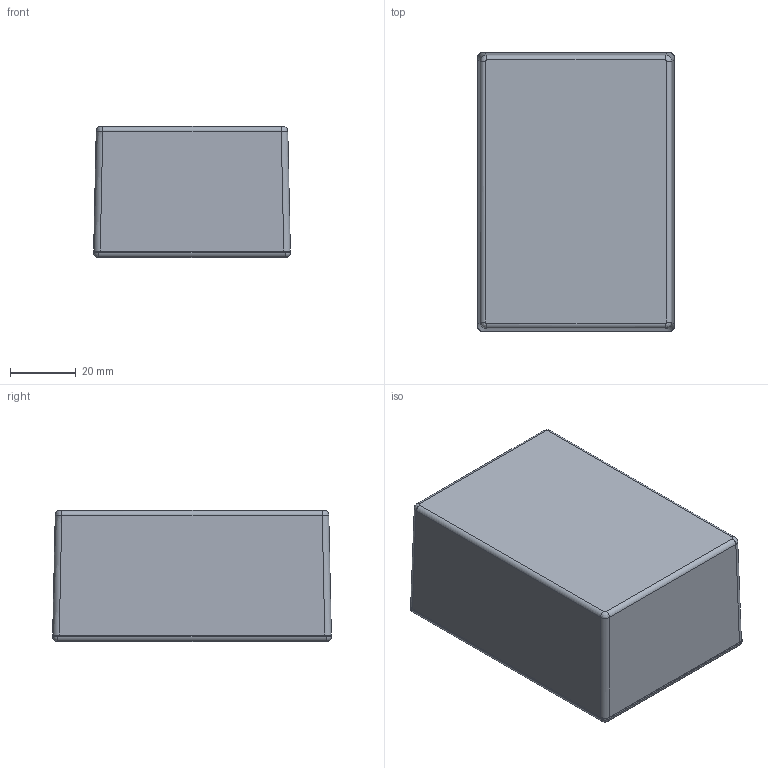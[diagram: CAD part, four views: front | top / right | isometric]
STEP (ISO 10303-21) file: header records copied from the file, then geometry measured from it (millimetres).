
FILE_DESCRIPTION(('Open CASCADE Model'),'2;1');
FILE_NAME('Open CASCADE Shape Model','2024-08-13T21:43:11',('Author'),( 'Open CASCADE'),'Open CASCADE STEP processor 7.7','Open CASCADE 7.7' ,'Unknown');
FILE_SCHEMA(('AUTOMOTIVE_DESIGN { 1 0 10303 214 1 1 1 1 }'));
Length unit declared in the file: millimetre
Products named in the file (7): 99b6a115-5971-11ef-90c3-f09e4a5f3376; 99b6a116-5971-11ef-8a1b-f09e4a5f3376; 99b6a116-5971-11ef-8a1b-f09e4a5f3376_part; 99b6a117-5971-11ef-a7d4-f09e4a5f3376; 99b6a117-5971-11ef-a7d4-f09e4a5f3376_part; 99b6a118-5971-11ef-b077-f09e4a5f3376; 99b6a118-5971-11ef-b077-f09e4a5f3376_part
Assembly tree (6 placements, depth 3):
  99b6a115-5971-11ef-90c3-f09e4a5f3376
    99b6a116-5971-11ef-8a1b-f09e4a5f3376
      99b6a116-5971-11ef-8a1b-f09e4a5f3376_part
    99b6a117-5971-11ef-a7d4-f09e4a5f3376
      99b6a117-5971-11ef-a7d4-f09e4a5f3376_part
    99b6a118-5971-11ef-b077-f09e4a5f3376
      99b6a118-5971-11ef-b077-f09e4a5f3376_part
Bounding box: 60 x 85 x 40 mm (x, y, z)
Volume: 44833.1 mm3; surface area: 42634.6 mm2
Topology: 3 solids, 3 shells, 75 faces, 180 edges, 104 vertices
Faces by surface type: cylinder 32, plane 31, sphere 8, bspline 4
Entity records: 4709 total; most frequent: CARTESIAN_POINT 1188, DIRECTION 632, LINE 352, VECTOR 352, ORIENTED_EDGE 344, PCURVE 344, DEFINITIONAL_REPRESENTATION 344, EDGE_CURVE 172
